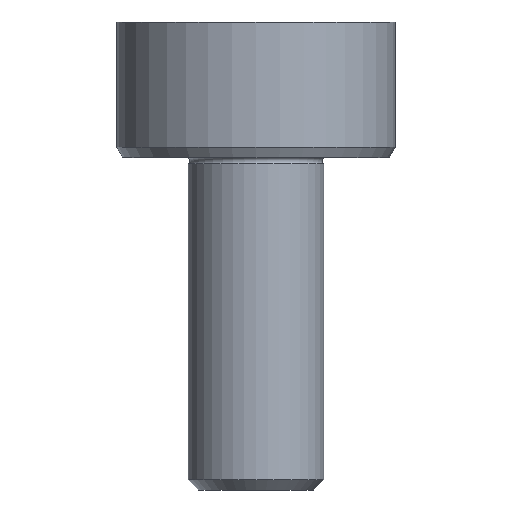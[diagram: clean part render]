
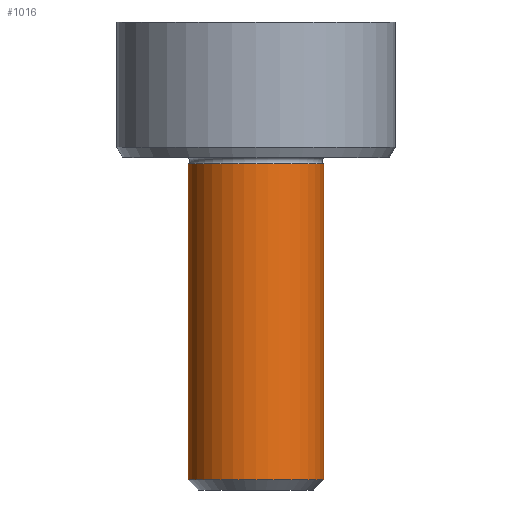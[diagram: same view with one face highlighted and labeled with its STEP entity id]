
A CAD part, front view. The second image highlights one B-rep face of the part: STEP entity #1016.
In plain terms, the highlighted cylindrical face has radius 2 mm (diameter 4 mm), a full revolution.
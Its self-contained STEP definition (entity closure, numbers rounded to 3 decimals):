
#16=CYLINDRICAL_SURFACE('',#1084,2.);
#37=CIRCLE('',#1083,2.);
#38=CIRCLE('',#1085,2.);
#39=CIRCLE('',#1086,2.);
#122=FACE_OUTER_BOUND('',#183,.T.);
#183=EDGE_LOOP('',(#916,#917,#918,#919,#920));
#266=LINE('',#1909,#345);
#345=VECTOR('',#1258,2.);
#490=VERTEX_POINT('',#1901);
#491=VERTEX_POINT('',#1905);
#492=VERTEX_POINT('',#1906);
#633=EDGE_CURVE('',#490,#490,#37,.T.);
#635=EDGE_CURVE('',#491,#492,#38,.T.);
#636=EDGE_CURVE('',#492,#491,#39,.T.);
#637=EDGE_CURVE('',#492,#490,#266,.T.);
#916=ORIENTED_EDGE('',*,*,#635,.F.);
#917=ORIENTED_EDGE('',*,*,#636,.F.);
#918=ORIENTED_EDGE('',*,*,#637,.T.);
#919=ORIENTED_EDGE('',*,*,#633,.T.);
#920=ORIENTED_EDGE('',*,*,#637,.F.);
#1016=ADVANCED_FACE('',(#122),#16,.T.);
#1083=AXIS2_PLACEMENT_3D('',#1902,#1249,#1250);
#1084=AXIS2_PLACEMENT_3D('',#1904,#1252,#1253);
#1085=AXIS2_PLACEMENT_3D('',#1907,#1254,#1255);
#1086=AXIS2_PLACEMENT_3D('',#1908,#1256,#1257);
#1249=DIRECTION('center_axis',(0.,0.,1.));
#1250=DIRECTION('ref_axis',(0.,-1.,0.));
#1252=DIRECTION('center_axis',(0.,0.,1.));
#1253=DIRECTION('ref_axis',(0.,-1.,0.));
#1254=DIRECTION('center_axis',(0.,0.,1.));
#1255=DIRECTION('ref_axis',(0.,-1.,0.));
#1256=DIRECTION('center_axis',(0.,0.,1.));
#1257=DIRECTION('ref_axis',(0.,-1.,0.));
#1258=DIRECTION('',(0.,0.,-1.));
#1901=CARTESIAN_POINT('',(0.,2.,-9.5));
#1902=CARTESIAN_POINT('Origin',(0.,0.,-9.5));
#1904=CARTESIAN_POINT('Origin',(0.,0.,-4.843));
#1905=CARTESIAN_POINT('',(-2.,0.,-0.187));
#1906=CARTESIAN_POINT('',(0.,2.,-0.187));
#1907=CARTESIAN_POINT('Origin',(0.,0.,-0.187));
#1908=CARTESIAN_POINT('Origin',(0.,0.,-0.187));
#1909=CARTESIAN_POINT('',(0.,2.,-4.843));
